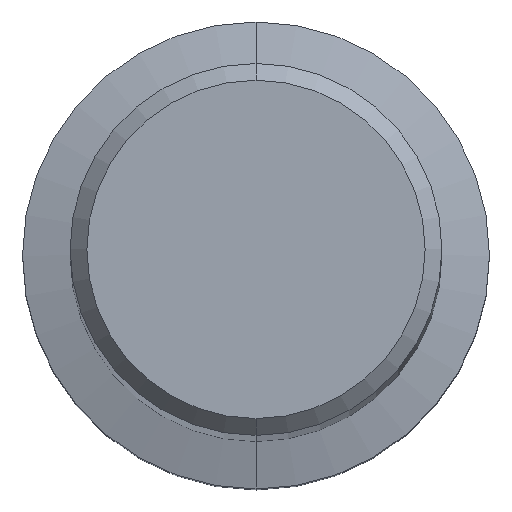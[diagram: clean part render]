
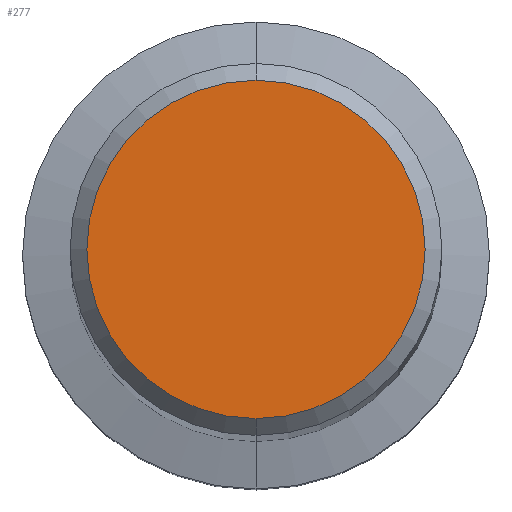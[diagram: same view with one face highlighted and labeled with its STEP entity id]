
A CAD part, top view. The second image highlights one B-rep face of the part: STEP entity #277.
In plain terms, the highlighted planar face has unit normal (0, 0, 1).
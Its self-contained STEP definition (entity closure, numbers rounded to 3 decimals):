
#183=EDGE_CURVE('',#259,#273,#390,.T.);
#197=EDGE_CURVE('',#273,#259,#406,.T.);
#259=VERTEX_POINT('',#475);
#273=VERTEX_POINT('',#490);
#277=ADVANCED_FACE('',(#494),#495,.T.);
#390=CIRCLE('',#622,8.05);
#406=CIRCLE('',#645,8.05);
#475=CARTESIAN_POINT('',(0.0,8.05,0.0));
#490=CARTESIAN_POINT('',(0.,-8.05,0.0));
#494=FACE_OUTER_BOUND('',#759,.T.);
#495=PLANE('',#760);
#622=AXIS2_PLACEMENT_3D('',#885,#886,#887);
#645=AXIS2_PLACEMENT_3D('',#912,#913,#914);
#759=EDGE_LOOP('',(#1020,#1021));
#760=AXIS2_PLACEMENT_3D('',#1022,#1023,#1024);
#885=CARTESIAN_POINT('',(0.0,0.0,0.0));
#886=DIRECTION('',(0.0,0.0,-1.0));
#887=DIRECTION('',(0.0,1.0,0.0));
#912=CARTESIAN_POINT('',(0.0,0.0,0.0));
#913=DIRECTION('',(0.0,0.0,-1.0));
#914=DIRECTION('',(0.0,1.0,0.0));
#1020=ORIENTED_EDGE('',*,*,#183,.F.);
#1021=ORIENTED_EDGE('',*,*,#197,.F.);
#1022=CARTESIAN_POINT('',(0.0,4.025,0.0));
#1023=DIRECTION('',(-0.0,0.0,1.0));
#1024=DIRECTION('',(0.0,-1.0,0.0));
